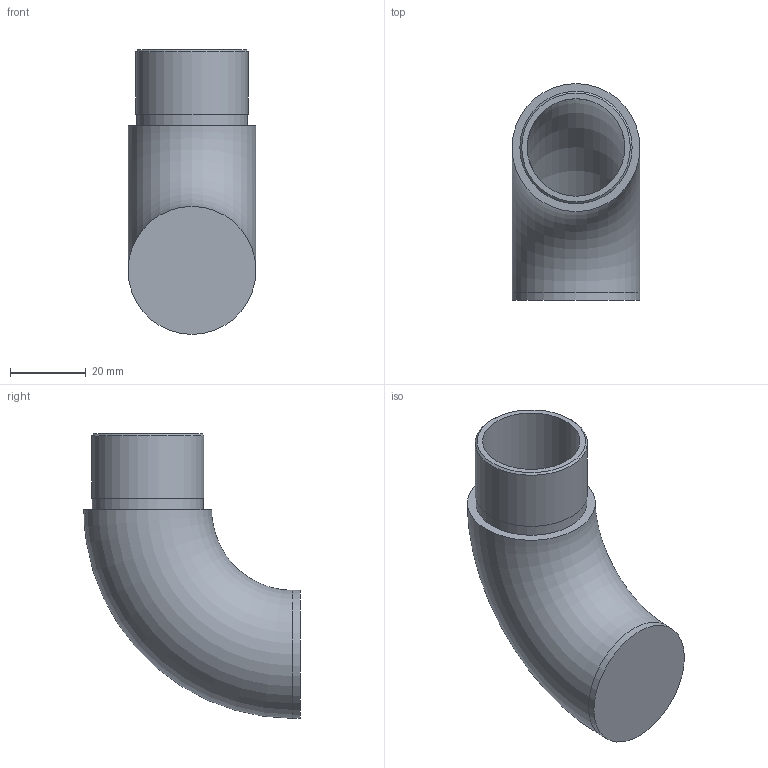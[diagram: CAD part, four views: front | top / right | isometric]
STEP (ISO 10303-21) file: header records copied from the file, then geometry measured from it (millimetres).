
FILE_DESCRIPTION (( 'STEP AP203' ), '1' );
FILE_NAME ('56201-320.step', '2020-03-04T10:25:39', ( '' ), ( '' ), 'SwSTEP 2.0', 'SolidWorks 2015', '' );
FILE_SCHEMA (( 'CONFIG_CONTROL_DESIGN' ));
Length unit declared in the file: millimetre
Products named in the file (2): 56201-320
Bounding box: 33.7 x 57 x 75 mm (x, y, z)
Volume: 27469.8 mm3; surface area: 16668.3 mm2
Topology: 1 solids, 1 shells, 232 faces, 610 edges, 406 vertices
Faces by surface type: bspline 109, plane 93, cylinder 27, torus 2, cone 1
Full cylindrical faces by diameter (mm): 25.7 x1, 29.2 x1, 29.6 x1, 33.7 x1
Entity records: 11798 total; most frequent: CARTESIAN_POINT 6672, ORIENTED_EDGE 1204, DIRECTION 699, EDGE_CURVE 602, VERTEX_POINT 405, LINE 275, VECTOR 275, EDGE_LOOP 265
